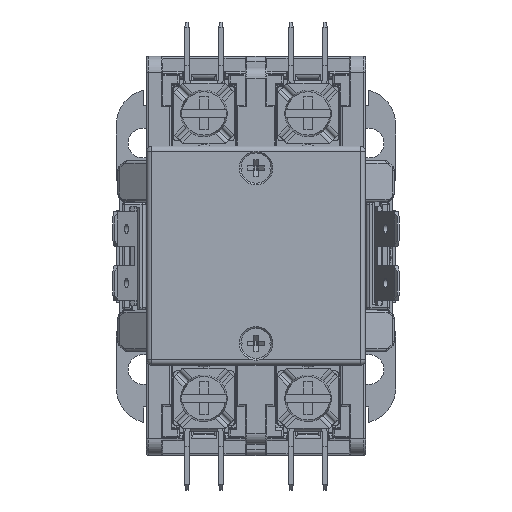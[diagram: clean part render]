
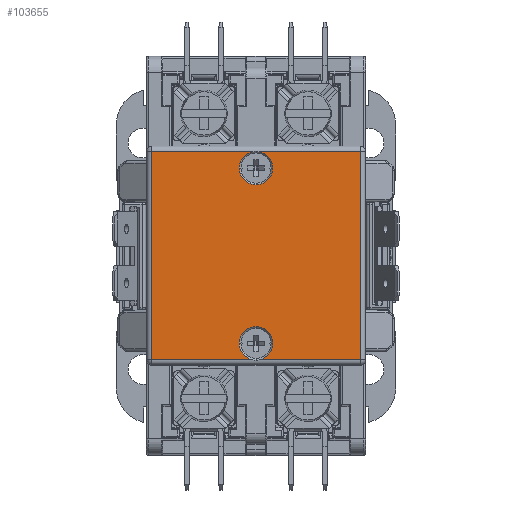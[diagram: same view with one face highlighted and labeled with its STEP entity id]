
A CAD part, top view. The second image highlights one B-rep face of the part: STEP entity #103655.
In plain terms, the highlighted face is planar.
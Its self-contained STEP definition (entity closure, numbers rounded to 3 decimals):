
#98391=DIRECTION('',(-1.,0.,0.));
#98392=VECTOR('',#98391,18.45);
#98393=CARTESIAN_POINT('',(19.,0.,19.));
#98394=LINE('',#98393,#98392);
#98407=CARTESIAN_POINT('',(-0.55,0.,19.));
#98409=DIRECTION('',(-1.,0.,0.));
#98410=VECTOR('',#98409,18.45);
#98411=CARTESIAN_POINT('',(-0.55,0.,19.));
#98412=LINE('',#98411,#98410);
#99634=DIRECTION('',(0.,0.,-1.));
#99635=VECTOR('',#99634,38.);
#99636=CARTESIAN_POINT('',(-19.,0.,19.));
#99637=LINE('',#99636,#99635);
#99652=CARTESIAN_POINT('',(0.,0.,16.));
#99653=DIRECTION('',(0.,1.,0.));
#99654=DIRECTION('',(0.,0.,-1.));
#99655=AXIS2_PLACEMENT_3D('',#99652,#99653,#99654);
#99657=CARTESIAN_POINT('',(0.,0.,16.));
#99658=DIRECTION('',(0.,1.,0.));
#99659=DIRECTION('',(0.18,0.,0.984));
#99660=AXIS2_PLACEMENT_3D('',#99657,#99658,#99659);
#99662=CARTESIAN_POINT('',(0.,0.,-16.));
#99663=DIRECTION('',(0.,-1.,0.));
#99664=DIRECTION('',(0.18,0.,-0.984));
#99665=AXIS2_PLACEMENT_3D('',#99662,#99663,#99664);
#99667=CARTESIAN_POINT('',(0.,0.,-16.));
#99668=DIRECTION('',(0.,-1.,0.));
#99669=DIRECTION('',(0.,0.,1.));
#99670=AXIS2_PLACEMENT_3D('',#99667,#99668,#99669);
#99672=DIRECTION('',(0.,0.,1.));
#99673=VECTOR('',#99672,38.);
#99674=CARTESIAN_POINT('',(19.,0.,-19.));
#99675=LINE('',#99674,#99673);
#99699=DIRECTION('',(1.,0.,0.));
#99700=VECTOR('',#99699,18.45);
#99701=CARTESIAN_POINT('',(-19.,0.,-19.));
#99702=LINE('',#99701,#99700);
#99715=CARTESIAN_POINT('',(0.55,0.,-19.));
#99717=DIRECTION('',(1.,0.,0.));
#99718=VECTOR('',#99717,18.45);
#99719=CARTESIAN_POINT('',(0.55,0.,-19.));
#99720=LINE('',#99719,#99718);
#100106=CARTESIAN_POINT('',(0.,0.,12.95));
#100107=VERTEX_POINT('',#100106);
#100112=CARTESIAN_POINT('',(0.,0.,-12.95));
#100113=VERTEX_POINT('',#100112);
#100114=CARTESIAN_POINT('',(-19.,0.,19.));
#100115=CARTESIAN_POINT('',(-19.,0.,-19.));
#100116=VERTEX_POINT('',#100114);
#100117=VERTEX_POINT('',#100115);
#100122=CARTESIAN_POINT('',(-0.55,0.,-19.));
#100123=VERTEX_POINT('',#100122);
#100132=CARTESIAN_POINT('',(19.,0.,-19.));
#100133=CARTESIAN_POINT('',(19.,0.,19.));
#100134=VERTEX_POINT('',#100132);
#100135=VERTEX_POINT('',#100133);
#100138=CARTESIAN_POINT('',(0.55,0.,19.));
#100139=VERTEX_POINT('',#100138);
#100175=VERTEX_POINT('',#99715);
#100177=VERTEX_POINT('',#98407);
#103632=CARTESIAN_POINT('',(0.,0.,0.));
#103633=DIRECTION('',(0.,1.,0.));
#103634=DIRECTION('',(1.,0.,0.));
#103635=AXIS2_PLACEMENT_3D('',#103632,#103633,#103634);
#103636=PLANE('',#103635);
#103637=ORIENTED_EDGE('',*,*,#103622,.F.);
#103638=ORIENTED_EDGE('',*,*,#101806,.F.);
#103640=ORIENTED_EDGE('',*,*,#103639,.F.);
#103641=ORIENTED_EDGE('',*,*,#101783,.F.);
#103642=ORIENTED_EDGE('',*,*,#101801,.F.);
#103644=ORIENTED_EDGE('',*,*,#103643,.F.);
#103646=ORIENTED_EDGE('',*,*,#103645,.F.);
#103648=ORIENTED_EDGE('',*,*,#103647,.T.);
#103650=ORIENTED_EDGE('',*,*,#103649,.T.);
#103652=ORIENTED_EDGE('',*,*,#103651,.F.);
#103653=EDGE_LOOP('',(#103637,#103638,#103640,#103641,#103642,#103644,#103646,
#103648,#103650,#103652));
#103654=FACE_OUTER_BOUND('',#103653,.F.);
#99656=CIRCLE('',#99655,3.05);
#99661=CIRCLE('',#99660,3.05);
#99666=CIRCLE('',#99665,3.05);
#99671=CIRCLE('',#99670,3.05);
#101783=EDGE_CURVE('',#100139,#100107,#99661,.T.);
#101801=EDGE_CURVE('',#100135,#100139,#98394,.T.);
#101806=EDGE_CURVE('',#100177,#100116,#98412,.T.);
#103622=EDGE_CURVE('',#100116,#100117,#99637,.T.);
#103639=EDGE_CURVE('',#100107,#100177,#99656,.T.);
#103643=EDGE_CURVE('',#100134,#100135,#99675,.T.);
#103645=EDGE_CURVE('',#100175,#100134,#99720,.T.);
#103647=EDGE_CURVE('',#100175,#100113,#99666,.T.);
#103649=EDGE_CURVE('',#100113,#100123,#99671,.T.);
#103651=EDGE_CURVE('',#100117,#100123,#99702,.T.);
#103655=ADVANCED_FACE('',(#103654),#103636,.F.);
